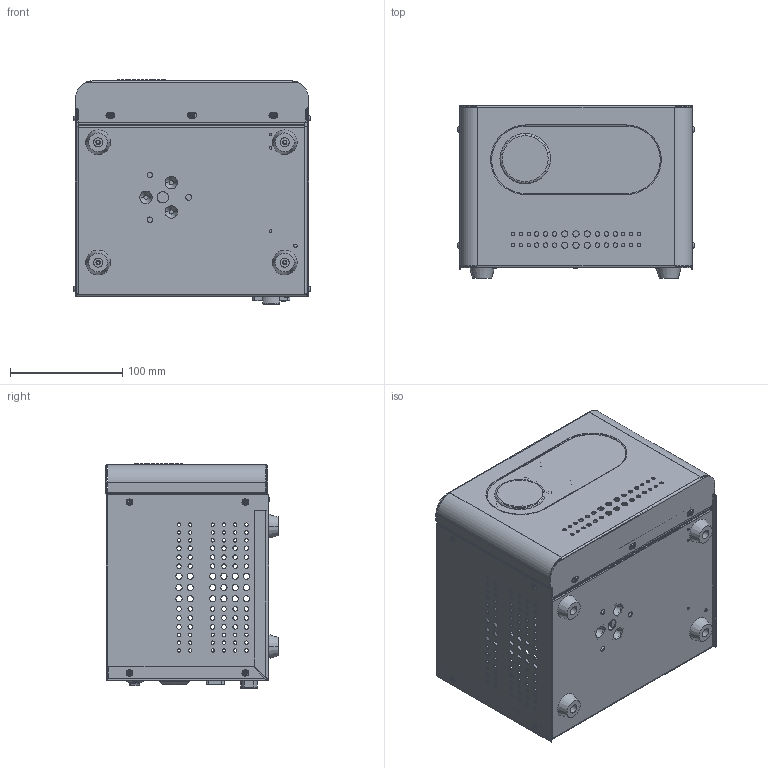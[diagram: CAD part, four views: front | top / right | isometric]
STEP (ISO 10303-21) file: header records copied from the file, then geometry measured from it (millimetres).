
FILE_DESCRIPTION (( 'STEP AP214' ), '1' );
FILE_NAME ('TND-1-1.5K总装2025.STEP', '2025-04-29T08:33:46', ( '万丰电脑' ), ( '电话：0577-62733550' ), 'SwSTEP 2.0', 'SolidWorks 2020', '' );
FILE_SCHEMA (( 'AUTOMOTIVE_DESIGN' ));
Length unit declared in the file: millimetre
Products named in the file (14): TND-1-1.5K軞蚾2025; TND-1k 醱啣蚾饜SLDASM; 謗脣; TND-1k裔赽蚾饜; TND-1k裔赽2025; 砎々褐1k; M3-8婦蚾蹟隊bao; 摒倰徹霜羲壽; TND-1k醱啣2025; TND-1k菁啣蚾饜; 杅珆萇揤桶2025; TND-1k菁啣; 萇埭縐諶1kKAKOU; 国标三插
Assembly tree (27 placements, depth 3):
  TND-1-1.5K軞蚾2025
    TND-1k 醱啣蚾饜SLDASM
      TND-1k醱啣2025
    TND-1k裔赽蚾饜
      TND-1k裔赽2025
    TND-1k菁啣蚾饜
      TND-1k菁啣
      国标三插
      謗脣
      摒倰徹霜羲壽
      砎々褐1k  x4
    M3-8婦蚾蹟隊bao  x12
    萇埭縐諶1kKAKOU
    杅珆萇揤桶2025
Bounding box: 210 x 153.23 x 200 mm (x, y, z)
Volume: 212290.9 mm3; surface area: 431343.8 mm2
Topology: 24 solids, 24 shells, 1834 faces, 5182 edges, 3394 vertices
Faces by surface type: plane 791, cylinder 700, cone 204, bspline 117, torus 22
Entity records: 60486 total; most frequent: CARTESIAN_POINT 12035, ORIENTED_EDGE 8298, DIRECTION 8217, EDGE_CURVE 4149, AXIS2_PLACEMENT_3D 2923, VERTEX_POINT 2709, VECTOR 2371, LINE 2371
